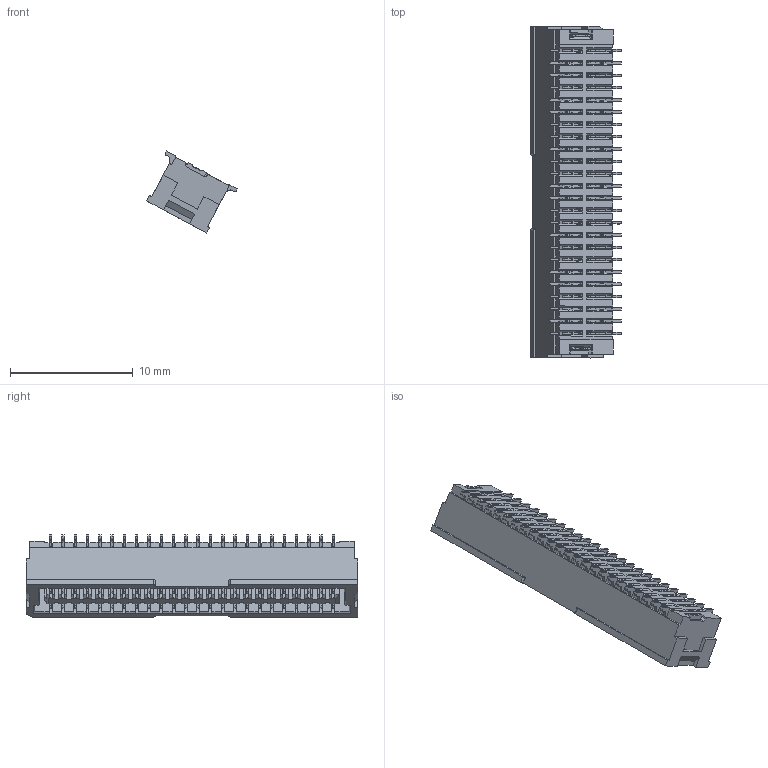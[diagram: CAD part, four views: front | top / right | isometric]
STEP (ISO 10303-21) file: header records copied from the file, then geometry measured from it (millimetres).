
FILE_DESCRIPTION (( 'STEP AP203' ), '1' );
FILE_NAME ('FWF10014-D48S83NAM.STEP', '2025-11-21T06:04:36', ( '' ), ( '' ), 'SwSTEP 2.0', 'SolidWorks 2021', '' );
FILE_SCHEMA (( 'CONFIG_CONTROL_DESIGN' ));
Products named in the file (1): FWF10014-D48S83NAM
Bounding box: 7.38 x 27 x 6.68 mm (x, y, z)
Volume: 383.2 mm3; surface area: 1930.3 mm2
Topology: 27 solids, 27 shells, 4312 faces, 13345 edges, 8825 vertices
Faces by surface type: plane 2612, cylinder 1654, bspline 46
Entity records: 149784 total; most frequent: CARTESIAN_POINT 30373, ORIENTED_EDGE 26690, DIRECTION 23365, EDGE_CURVE 13345, LINE 9743, VECTOR 9743, VERTEX_POINT 8825, AXIS2_PLACEMENT_3D 6811
